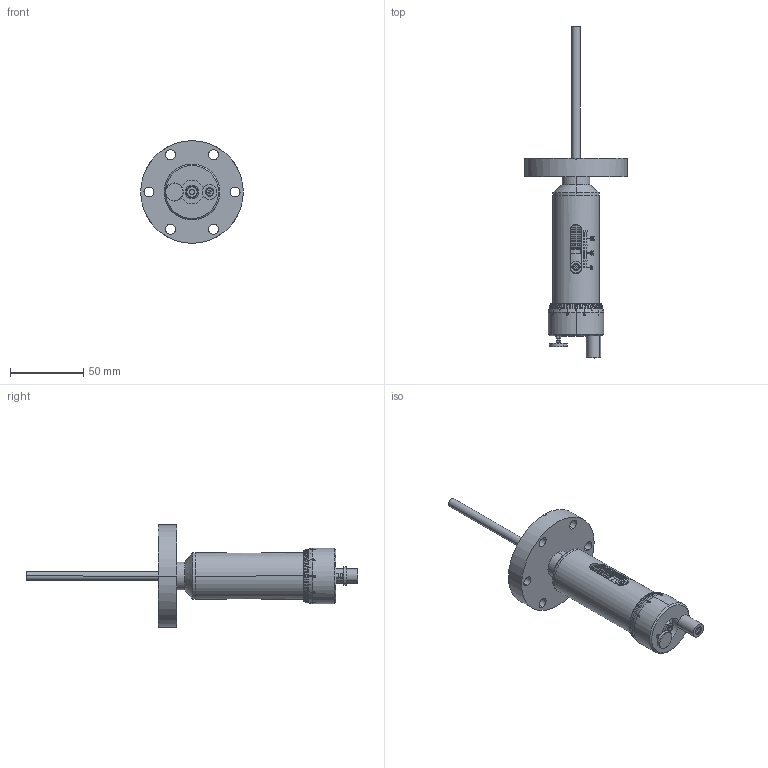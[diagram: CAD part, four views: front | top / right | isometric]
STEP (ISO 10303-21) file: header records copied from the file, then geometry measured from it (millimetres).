
FILE_DESCRIPTION (( 'STEP AP214' ), '1' );
FILE_NAME ('612-CLD25-C40.STEP', '2015-07-16T08:46:46', ( '' ), ( '' ), 'SwSTEP 2.0', 'SolidWorks 2014', '' );
FILE_SCHEMA (( 'AUTOMOTIVE_DESIGN' ));
Length unit declared in the file: millimetre
Products named in the file (28): 9612-CLD-8B; Lock washer DIN 6799 - 5_Lock washer DIN 6799 - 5; 9453-EWB-14-26-X_9453-EWB-14-26-25; Washer DIN 125 - A 6.4_Washer DIN 125 - A 6.4; 9453-EWB-14-26_expand.; 9612-LD-3B; 614-CLD-H; DIN 912 M3 x 20 --- 20N_DIN 912 M3 x 20 --- 20N; 612-CLD25-C40; 9612-CLD-KK-19; 9612-CLD-KK-17; 9612-LD-CFB_DN40 CF; 9612-CLD-KK-11; 9612-CLD-17; 9612-CLD-KK-14A_Scala; DIN 653 -- M3 x 16 --- 12.5NN_DIN 653 -- M3 x 16 --- 12.5NN; 9612-CLD-KK-10A-X_9612-CLD-KK-10A-25; DIN 912 M2.5 x 8 --- 8N_DIN 912 M2.5 x 8 --- 8N; 9612-CLD-KK-13D-X_9612-CLD-KK-13D-25; 906-XFM-06-8_906-XFM-06-10; ISO 2009 - M2.5 x 5 --- 5N_ISO 2009 - M2.5 x 5 --- 5N; 906-XFM-X-X_906-XFM-06-10; Hexagon Nut ISO 4032 - M4 - D - C_Hexagon Nut ISO 4032 - M4 - D - C; 9612-CLD-KK-16A-X_9612-CLD-KK-18A-25; Spring washer DIN 128 - A4_Spring washer DIN 128 - A4; 9612-CLD-09C-X_25mm CF; Washer DIN 125 - A 4.3_Washer DIN 125 - A 4.3; 9612-CLD-21-W-X_Expand-Varia25
Assembly tree (69 placements, depth 4):
  612-CLD25-C40
    9612-CLD-21-W-X_Expand-Varia25
      9612-LD-3B
      9453-EWB-14-26-X_9453-EWB-14-26-25
        9453-EWB-14-26_expand.  x40
      9612-CLD-8B
    9612-CLD-09C-X_25mm CF
    9612-CLD-KK-16A-X_9612-CLD-KK-18A-25
    906-XFM-X-X_906-XFM-06-10
    906-XFM-06-8_906-XFM-06-10
    9612-CLD-KK-13D-X_9612-CLD-KK-13D-25
    9612-CLD-KK-10A-X_9612-CLD-KK-10A-25
    9612-CLD-KK-14A_Scala
    9612-CLD-17  x2
    9612-CLD-KK-11
    9612-LD-CFB_DN40 CF
    614-CLD-H
      9612-CLD-KK-17
      9612-CLD-KK-19
      DIN 912 M3 x 20 --- 20N_DIN 912 M3 x 20 --- 20N
    Washer DIN 125 - A 6.4_Washer DIN 125 - A 6.4
    Lock washer DIN 6799 - 5_Lock washer DIN 6799 - 5
    Washer DIN 125 - A 4.3_Washer DIN 125 - A 4.3
    Spring washer DIN 128 - A4_Spring washer DIN 128 - A4
    Hexagon Nut ISO 4032 - M4 - D - C_Hexagon Nut ISO 4032 - M4 - D - C
    ISO 2009 - M2.5 x 5 --- 5N_ISO 2009 - M2.5 x 5 --- 5N  x2
    DIN 912 M2.5 x 8 --- 8N_DIN 912 M2.5 x 8 --- 8N  x2
    DIN 653 -- M3 x 16 --- 12.5NN_DIN 653 -- M3 x 16 --- 12.5NN
Bounding box: 69.9 x 226.2 x 69.9 mm (x, y, z)
Volume: 108886.2 mm3; surface area: 87609.6 mm2
Topology: 66 solids, 66 shells, 1328 faces, 3326 edges, 2158 vertices
Faces by surface type: cylinder 462, plane 395, cone 355, bspline 76, torus 40
Entity records: 49789 total; most frequent: CARTESIAN_POINT 23378, ORIENTED_EDGE 5116, DIRECTION 4721, EDGE_CURVE 2558, AXIS2_PLACEMENT_3D 1917, VERTEX_POINT 1765, EDGE_LOOP 1141, FACE_OUTER_BOUND 959
